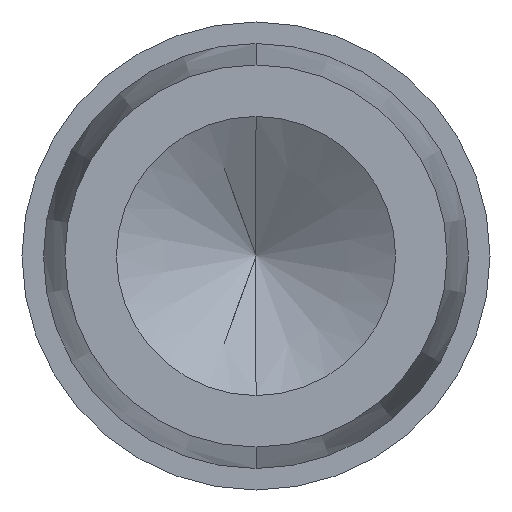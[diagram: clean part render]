
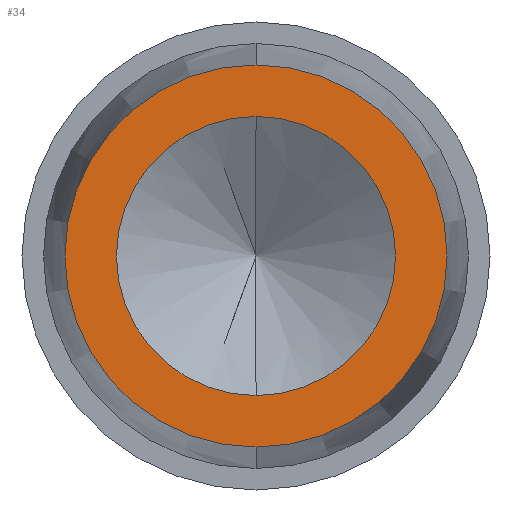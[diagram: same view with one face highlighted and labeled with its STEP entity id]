
A CAD part, front view. The second image highlights one B-rep face of the part: STEP entity #34.
In plain terms, the highlighted planar face has unit normal (0, -1, 0).
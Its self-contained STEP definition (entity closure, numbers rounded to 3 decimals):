
#8 = EDGE_LOOP ( 'NONE', ( #207, #104 ) ) ;
#14 = EDGE_CURVE ( 'NONE', #52, #428, #267, .T. ) ;
#17 = CARTESIAN_POINT ( 'NONE',  ( 0., -6.49, 0. ) ) ;
#34 = ADVANCED_FACE ( 'NONE', ( #229, #270 ), #408, .F. ) ;
#42 = VERTEX_POINT ( 'NONE', #273 ) ;
#52 = VERTEX_POINT ( 'NONE', #308 ) ;
#60 = CARTESIAN_POINT ( 'NONE',  ( -0.89, -6.49, 0. ) ) ;
#79 = CARTESIAN_POINT ( 'NONE',  ( 0., -6.49, 0.65 ) ) ;
#101 = AXIS2_PLACEMENT_3D ( 'NONE', #60, #197, #338 ) ;
#104 = ORIENTED_EDGE ( 'NONE', *, *, #402, .F. ) ;
#105 = AXIS2_PLACEMENT_3D ( 'NONE', #314, #176, #110 ) ;
#110 = DIRECTION ( 'NONE',  ( 0., 0., -1. ) ) ;
#116 = EDGE_CURVE ( 'NONE', #123, #42, #388, .T. ) ;
#123 = VERTEX_POINT ( 'NONE', #134 ) ;
#125 = CIRCLE ( 'NONE', #370, 0.65 ) ;
#134 = CARTESIAN_POINT ( 'NONE',  ( 0., -6.49, -0.89 ) ) ;
#176 = DIRECTION ( 'NONE',  ( 0., -1., 0. ) ) ;
#194 = DIRECTION ( 'NONE',  ( 0., -1., 0. ) ) ;
#197 = DIRECTION ( 'NONE',  ( 0., 1., 0. ) ) ;
#207 = ORIENTED_EDGE ( 'NONE', *, *, #14, .F. ) ;
#214 = DIRECTION ( 'NONE',  ( 0., -1., 0. ) ) ;
#229 = FACE_BOUND ( 'NONE', #8, .T. ) ;
#265 = DIRECTION ( 'NONE',  ( 0., 0., -1. ) ) ;
#267 = CIRCLE ( 'NONE', #397, 0.65 ) ;
#270 = FACE_OUTER_BOUND ( 'NONE', #399, .T. ) ;
#273 = CARTESIAN_POINT ( 'NONE',  ( 0., -6.49, 0.89 ) ) ;
#288 = CARTESIAN_POINT ( 'NONE',  ( 0., -6.49, 0. ) ) ;
#305 = DIRECTION ( 'NONE',  ( 0., -1., 0. ) ) ;
#308 = CARTESIAN_POINT ( 'NONE',  ( 0., -6.49, -0.65 ) ) ;
#311 = ORIENTED_EDGE ( 'NONE', *, *, #351, .T. ) ;
#314 = CARTESIAN_POINT ( 'NONE',  ( 0., -6.49, 0. ) ) ;
#338 = DIRECTION ( 'NONE',  ( 0., 0., 1. ) ) ;
#343 = DIRECTION ( 'NONE',  ( 0., 0., -1. ) ) ;
#351 = EDGE_CURVE ( 'NONE', #42, #123, #390, .T. ) ;
#356 = DIRECTION ( 'NONE',  ( 0., 0., -1. ) ) ;
#370 = AXIS2_PLACEMENT_3D ( 'NONE', #288, #214, #356 ) ;
#388 = CIRCLE ( 'NONE', #447, 0.89 ) ;
#390 = CIRCLE ( 'NONE', #105, 0.89 ) ;
#397 = AXIS2_PLACEMENT_3D ( 'NONE', #416, #305, #343 ) ;
#399 = EDGE_LOOP ( 'NONE', ( #409, #311 ) ) ;
#402 = EDGE_CURVE ( 'NONE', #428, #52, #125, .T. ) ;
#408 = PLANE ( 'NONE',  #101 ) ;
#409 = ORIENTED_EDGE ( 'NONE', *, *, #116, .T. ) ;
#416 = CARTESIAN_POINT ( 'NONE',  ( 0., -6.49, 0. ) ) ;
#428 = VERTEX_POINT ( 'NONE', #79 ) ;
#447 = AXIS2_PLACEMENT_3D ( 'NONE', #17, #194, #265 ) ;
